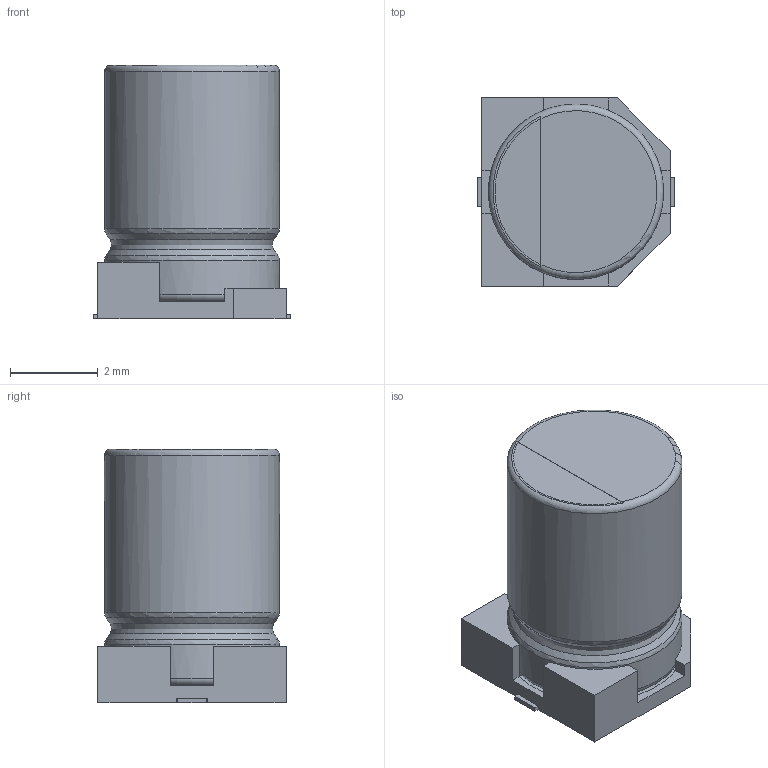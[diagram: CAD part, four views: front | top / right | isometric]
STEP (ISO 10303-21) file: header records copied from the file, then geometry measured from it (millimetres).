
FILE_DESCRIPTION(('FreeCAD Model'),'2;1');
FILE_NAME('panasonic_b.stp','2015-04-11T11:24:28',( 'FreeCAD'),('FreeCAD'),'Open CASCADE STEP processor 6.7','FreeCAD', 'Unknown');
FILE_SCHEMA(('AUTOMOTIVE_DESIGN_CC2 { 1 2 10303 214 -1 1 5 4 }'));
Length unit declared in the file: millimetre
Products named in the file (4): Chamfer; Fillet002; Fillet002_(Mirror_#1); Pad001
Bounding box: 4.5 x 4.3 x 5.8 mm (x, y, z)
Volume: 76.2 mm3; surface area: 153.1 mm2
Topology: 4 solids, 17 shells, 108 faces, 260 edges, 182 vertices
Faces by surface type: plane 72, cylinder 16, torus 15, bspline 3, cone 2
Full cylindrical faces by diameter (mm): 0.7 x2, 4 x2
Entity records: 7300 total; most frequent: CARTESIAN_POINT 1924, DIRECTION 856, ORIENTED_EDGE 520, PCURVE 520, DEFINITIONAL_REPRESENTATION 520, LINE 431, VECTOR 431, EDGE_CURVE 260
